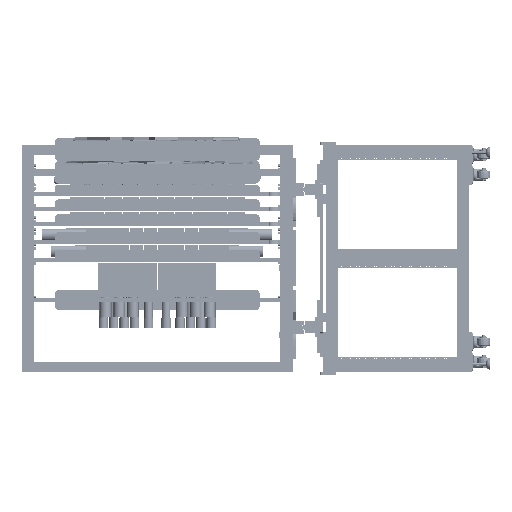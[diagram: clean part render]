
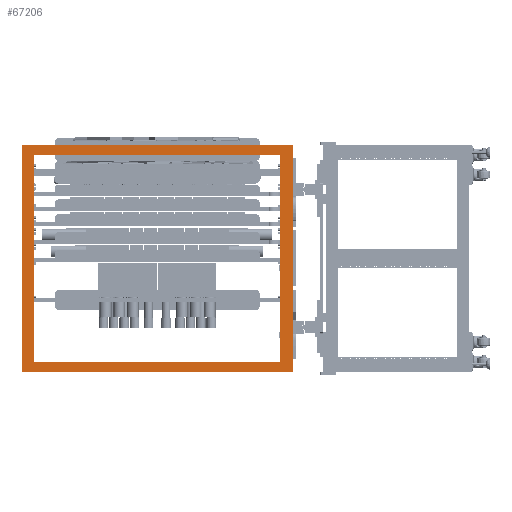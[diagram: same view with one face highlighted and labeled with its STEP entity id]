
A CAD part, left-side view. The second image highlights one B-rep face of the part: STEP entity #67206.
In plain terms, the highlighted face is planar.
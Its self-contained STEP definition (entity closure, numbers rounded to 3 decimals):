
#4732=FACE_BOUND('',#13977,.T.);
#6595=PLANE('',#73899);
#9118=FACE_OUTER_BOUND('',#13976,.T.);
#13976=EDGE_LOOP('',(#56429,#56430,#56431,#56432));
#13977=EDGE_LOOP('',(#56433,#56434,#56435,#56436));
#19336=LINE('',#116257,#24433);
#19398=LINE('',#116502,#24495);
#19444=LINE('',#116592,#24541);
#19447=LINE('',#116597,#24544);
#19449=LINE('',#116601,#24546);
#19452=LINE('',#116605,#24549);
#19453=LINE('',#116607,#24550);
#19454=LINE('',#116609,#24551);
#24433=VECTOR('',#88408,10.);
#24495=VECTOR('',#88672,10.);
#24541=VECTOR('',#88756,10.);
#24544=VECTOR('',#88761,10.);
#24546=VECTOR('',#88765,10.);
#24549=VECTOR('',#88770,10.);
#24550=VECTOR('',#88773,10.);
#24551=VECTOR('',#88776,10.);
#34435=VERTEX_POINT('',#116255);
#34436=VERTEX_POINT('',#116256);
#34517=VERTEX_POINT('',#116499);
#34518=VERTEX_POINT('',#116501);
#34542=VERTEX_POINT('',#116590);
#34543=VERTEX_POINT('',#116591);
#34544=VERTEX_POINT('',#116596);
#34545=VERTEX_POINT('',#116600);
#42457=EDGE_CURVE('',#34435,#34436,#19336,.T.);
#42578=EDGE_CURVE('',#34517,#34518,#19398,.T.);
#42624=EDGE_CURVE('',#34542,#34543,#19444,.T.);
#42627=EDGE_CURVE('',#34544,#34542,#19447,.T.);
#42629=EDGE_CURVE('',#34545,#34544,#19449,.T.);
#42632=EDGE_CURVE('',#34543,#34545,#19452,.T.);
#42633=EDGE_CURVE('',#34517,#34436,#19453,.T.);
#42634=EDGE_CURVE('',#34435,#34518,#19454,.T.);
#56429=ORIENTED_EDGE('',*,*,#42633,.T.);
#56430=ORIENTED_EDGE('',*,*,#42457,.F.);
#56431=ORIENTED_EDGE('',*,*,#42634,.T.);
#56432=ORIENTED_EDGE('',*,*,#42578,.F.);
#56433=ORIENTED_EDGE('',*,*,#42624,.T.);
#56434=ORIENTED_EDGE('',*,*,#42632,.T.);
#56435=ORIENTED_EDGE('',*,*,#42629,.T.);
#56436=ORIENTED_EDGE('',*,*,#42627,.T.);
#67206=ADVANCED_FACE('',(#9118,#4732),#6595,.T.);
#73899=AXIS2_PLACEMENT_3D('',#116612,#88780,#88781);
#88408=DIRECTION('',(-1.,0.,0.));
#88672=DIRECTION('',(1.,0.,0.));
#88756=DIRECTION('',(0.,1.,0.));
#88761=DIRECTION('',(-1.,0.,0.));
#88765=DIRECTION('',(0.,-1.,0.));
#88770=DIRECTION('',(1.,0.,0.));
#88773=DIRECTION('',(0.,-1.,0.));
#88776=DIRECTION('',(0.,1.,0.));
#88780=DIRECTION('center_axis',(0.,0.,1.));
#88781=DIRECTION('ref_axis',(1.,0.,0.));
#116255=CARTESIAN_POINT('',(575.,-15.,0.));
#116256=CARTESIAN_POINT('',(-575.,-15.,0.));
#116257=CARTESIAN_POINT('',(575.,-15.,0.));
#116499=CARTESIAN_POINT('',(-575.,1359.,0.));
#116501=CARTESIAN_POINT('',(575.,1359.,0.));
#116502=CARTESIAN_POINT('',(-575.,1359.,0.));
#116590=CARTESIAN_POINT('',(-525.,50.,0.));
#116591=CARTESIAN_POINT('',(-525.,1297.,0.));
#116592=CARTESIAN_POINT('',(-525.,361.75,0.));
#116596=CARTESIAN_POINT('',(525.,50.,0.));
#116597=CARTESIAN_POINT('',(262.5,50.,0.));
#116600=CARTESIAN_POINT('',(525.,1297.,0.));
#116601=CARTESIAN_POINT('',(525.,985.25,0.));
#116605=CARTESIAN_POINT('',(-262.5,1297.,0.));
#116607=CARTESIAN_POINT('',(-575.,0.,0.));
#116609=CARTESIAN_POINT('',(575.,1347.,0.));
#116612=CARTESIAN_POINT('Origin',(0.,673.5,0.));
